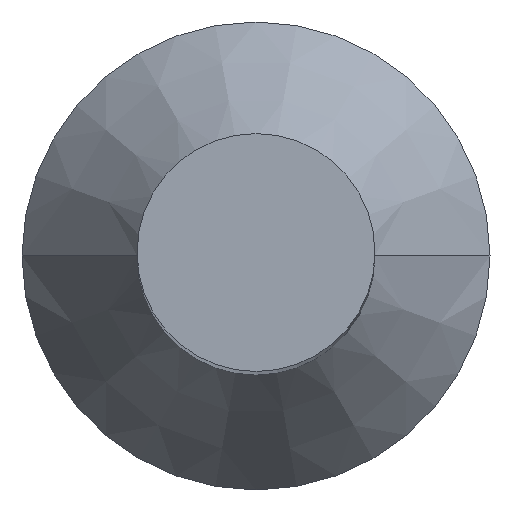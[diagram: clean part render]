
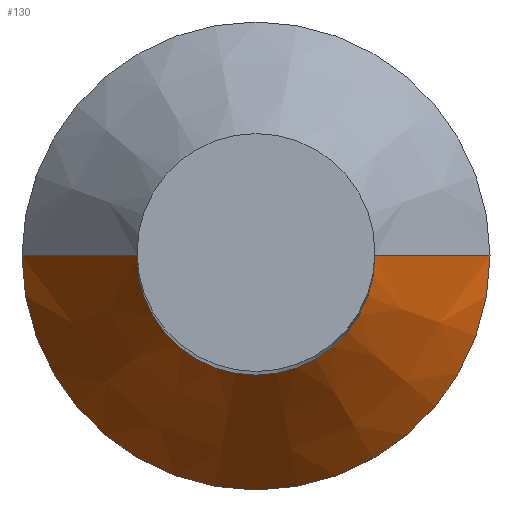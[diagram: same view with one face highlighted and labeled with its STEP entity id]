
A CAD part, top view. The second image highlights one B-rep face of the part: STEP entity #130.
In plain terms, the highlighted conical face has half-angle 34.624 degrees and reference radius 5.9 mm.
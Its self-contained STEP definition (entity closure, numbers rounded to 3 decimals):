
#13 = CIRCLE ( 'NONE', #237, 3. ) ;
#19 = VERTEX_POINT ( 'NONE', #338 ) ;
#32 = LINE ( 'NONE', #99, #196 ) ;
#46 = CARTESIAN_POINT ( 'NONE',  ( -5.9, 0., 0. ) ) ;
#47 = VERTEX_POINT ( 'NONE', #150 ) ;
#62 = EDGE_CURVE ( 'NONE', #47, #19, #358, .T. ) ;
#91 = DIRECTION ( 'NONE',  ( 1., 0., 0. ) ) ;
#99 = CARTESIAN_POINT ( 'NONE',  ( 5.9, 0., 0. ) ) ;
#101 = EDGE_CURVE ( 'NONE', #190, #19, #32, .T. ) ;
#109 = CARTESIAN_POINT ( 'NONE',  ( 0., 0., 4.2 ) ) ;
#125 = DIRECTION ( 'NONE',  ( 0., 0., -1. ) ) ;
#130 = ADVANCED_FACE ( 'NONE', ( #245 ), #285, .T. ) ;
#131 = ORIENTED_EDGE ( 'NONE', *, *, #101, .F. ) ;
#150 = CARTESIAN_POINT ( 'NONE',  ( -5.9, 0., 0. ) ) ;
#158 = DIRECTION ( 'NONE',  ( 0.568, 0., -0.823 ) ) ;
#173 = ORIENTED_EDGE ( 'NONE', *, *, #311, .F. ) ;
#184 = VECTOR ( 'NONE', #329, 1000. ) ;
#185 = CARTESIAN_POINT ( 'NONE',  ( 0., 0., 0. ) ) ;
#186 = DIRECTION ( 'NONE',  ( -1., 0., 0. ) ) ;
#190 = VERTEX_POINT ( 'NONE', #349 ) ;
#196 = VECTOR ( 'NONE', #158, 1000. ) ;
#237 = AXIS2_PLACEMENT_3D ( 'NONE', #109, #385, #393 ) ;
#245 = FACE_OUTER_BOUND ( 'NONE', #320, .T. ) ;
#259 = LINE ( 'NONE', #46, #184 ) ;
#268 = AXIS2_PLACEMENT_3D ( 'NONE', #185, #125, #186 ) ;
#274 = EDGE_CURVE ( 'NONE', #316, #47, #259, .T. ) ;
#285 = CONICAL_SURFACE ( 'NONE', #268, 5.9, 0.604 ) ;
#293 = ORIENTED_EDGE ( 'NONE', *, *, #274, .T. ) ;
#297 = DIRECTION ( 'NONE',  ( 0., 0., 1. ) ) ;
#311 = EDGE_CURVE ( 'NONE', #316, #190, #13, .T. ) ;
#316 = VERTEX_POINT ( 'NONE', #331 ) ;
#320 = EDGE_LOOP ( 'NONE', ( #131, #173, #293, #353 ) ) ;
#329 = DIRECTION ( 'NONE',  ( -0.568, 0., -0.823 ) ) ;
#331 = CARTESIAN_POINT ( 'NONE',  ( -3., 0., 4.2 ) ) ;
#338 = CARTESIAN_POINT ( 'NONE',  ( 5.9, 0., 0. ) ) ;
#343 = AXIS2_PLACEMENT_3D ( 'NONE', #392, #297, #91 ) ;
#349 = CARTESIAN_POINT ( 'NONE',  ( 3., 0., 4.2 ) ) ;
#353 = ORIENTED_EDGE ( 'NONE', *, *, #62, .T. ) ;
#358 = CIRCLE ( 'NONE', #343, 5.9 ) ;
#385 = DIRECTION ( 'NONE',  ( 0., 0., 1. ) ) ;
#392 = CARTESIAN_POINT ( 'NONE',  ( 0., 0., 0. ) ) ;
#393 = DIRECTION ( 'NONE',  ( 1., 0., 0. ) ) ;
